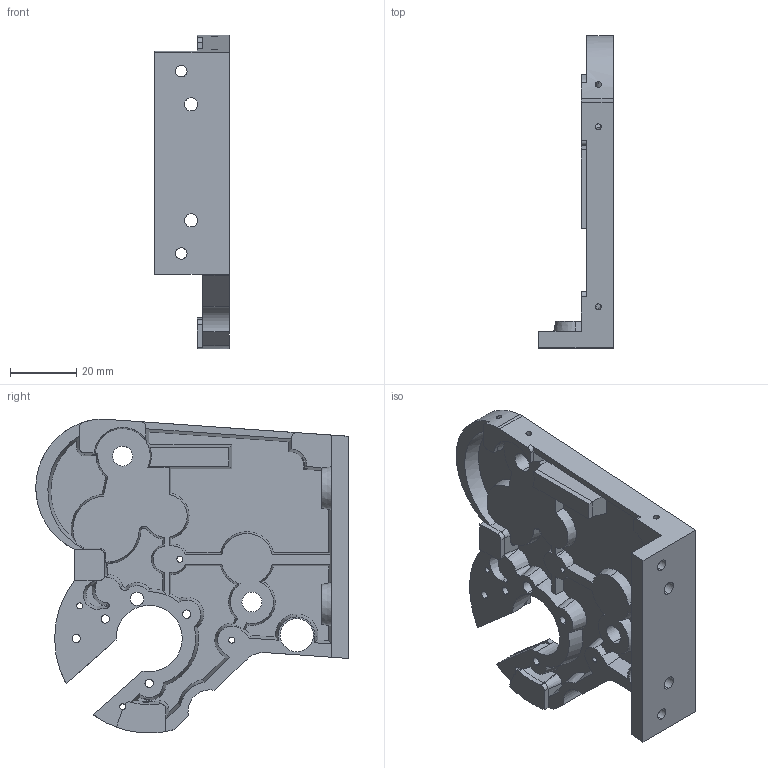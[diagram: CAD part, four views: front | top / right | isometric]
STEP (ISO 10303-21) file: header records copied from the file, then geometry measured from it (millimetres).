
FILE_DESCRIPTION (( 'STEP AP214' ), '1' );
FILE_NAME ('Frame Left Side.STEP', '2025-07-06T08:34:21', ( '' ), ( '' ), 'SwSTEP 2.0', 'SolidWorks 2025', '' );
FILE_SCHEMA (( 'AUTOMOTIVE_DESIGN' ));
Length unit declared in the file: millimetre
Products named in the file (1): Frame Left Side
Bounding box: 22.5 x 94.15 x 94.69 mm (x, y, z)
Volume: 39997.8 mm3; surface area: 22319.7 mm2
Topology: 1 solids, 1 shells, 223 faces, 643 edges, 415 vertices
Faces by surface type: plane 91, cylinder 74, cone 58
Entity records: 7775 total; most frequent: CARTESIAN_POINT 1693, ORIENTED_EDGE 1278, DIRECTION 1251, EDGE_CURVE 639, AXIS2_PLACEMENT_3D 466, VERTEX_POINT 415, LINE 319, VECTOR 319
